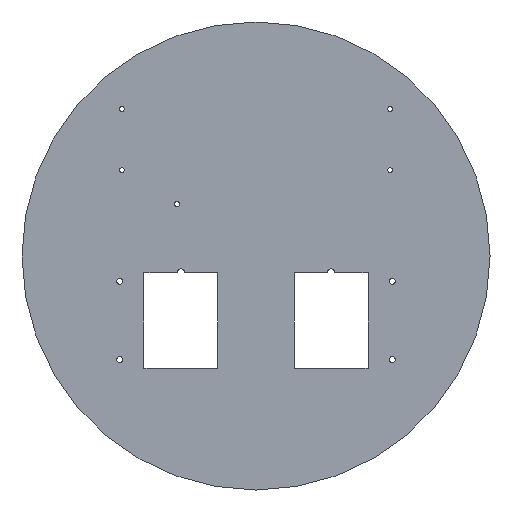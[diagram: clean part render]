
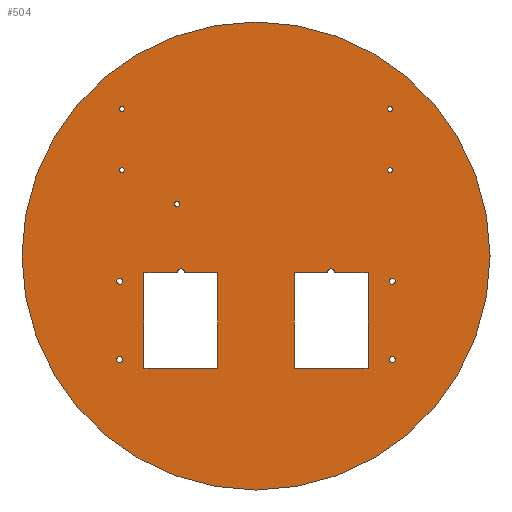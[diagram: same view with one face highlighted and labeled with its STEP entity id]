
A CAD part, front view. The second image highlights one B-rep face of the part: STEP entity #504.
In plain terms, the highlighted planar face has unit normal (0, -1, 0).
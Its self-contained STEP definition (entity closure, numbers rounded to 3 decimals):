
#26=FACE_BOUND('',#108,.T.);
#27=FACE_BOUND('',#109,.T.);
#28=FACE_BOUND('',#110,.T.);
#29=FACE_BOUND('',#111,.T.);
#30=FACE_BOUND('',#112,.T.);
#31=FACE_BOUND('',#113,.T.);
#32=FACE_BOUND('',#114,.T.);
#33=FACE_BOUND('',#115,.T.);
#34=FACE_BOUND('',#116,.T.);
#35=FACE_BOUND('',#117,.T.);
#36=FACE_BOUND('',#118,.T.);
#48=PLANE('',#566);
#72=FACE_OUTER_BOUND('',#107,.T.);
#107=EDGE_LOOP('',(#447));
#108=EDGE_LOOP('',(#448));
#109=EDGE_LOOP('',(#449));
#110=EDGE_LOOP('',(#450));
#111=EDGE_LOOP('',(#451));
#112=EDGE_LOOP('',(#452));
#113=EDGE_LOOP('',(#453,#454,#455,#456,#457,#458));
#114=EDGE_LOOP('',(#459));
#115=EDGE_LOOP('',(#460));
#116=EDGE_LOOP('',(#461));
#117=EDGE_LOOP('',(#462,#463,#464,#465,#466,#467));
#118=EDGE_LOOP('',(#468));
#123=LINE('',#727,#165);
#126=LINE('',#733,#168);
#129=LINE('',#739,#171);
#132=LINE('',#745,#174);
#135=LINE('',#749,#177);
#142=LINE('',#781,#184);
#145=LINE('',#787,#187);
#148=LINE('',#793,#190);
#151=LINE('',#799,#193);
#154=LINE('',#803,#196);
#165=VECTOR('',#587,10.);
#168=VECTOR('',#592,10.);
#171=VECTOR('',#597,10.);
#174=VECTOR('',#602,10.);
#177=VECTOR('',#607,10.);
#184=VECTOR('',#640,10.);
#187=VECTOR('',#645,10.);
#190=VECTOR('',#650,10.);
#193=VECTOR('',#655,10.);
#196=VECTOR('',#660,10.);
#203=CIRCLE('',#520,2.);
#206=CIRCLE('',#524,2.5);
#207=CIRCLE('',#531,2.);
#209=CIRCLE('',#534,1.625);
#211=CIRCLE('',#537,1.625);
#214=CIRCLE('',#541,2.5);
#215=CIRCLE('',#548,1.75);
#217=CIRCLE('',#551,2.);
#219=CIRCLE('',#554,1.625);
#221=CIRCLE('',#557,1.625);
#223=CIRCLE('',#560,2.);
#225=CIRCLE('',#563,158.75);
#227=VERTEX_POINT('',#709);
#231=VERTEX_POINT('',#718);
#232=VERTEX_POINT('',#720);
#234=VERTEX_POINT('',#726);
#236=VERTEX_POINT('',#732);
#238=VERTEX_POINT('',#738);
#240=VERTEX_POINT('',#744);
#241=VERTEX_POINT('',#751);
#243=VERTEX_POINT('',#757);
#245=VERTEX_POINT('',#763);
#249=VERTEX_POINT('',#772);
#250=VERTEX_POINT('',#774);
#252=VERTEX_POINT('',#780);
#254=VERTEX_POINT('',#786);
#256=VERTEX_POINT('',#792);
#258=VERTEX_POINT('',#798);
#259=VERTEX_POINT('',#805);
#261=VERTEX_POINT('',#811);
#263=VERTEX_POINT('',#817);
#265=VERTEX_POINT('',#823);
#267=VERTEX_POINT('',#829);
#269=VERTEX_POINT('',#835);
#271=EDGE_CURVE('',#227,#227,#203,.T.);
#276=EDGE_CURVE('',#232,#231,#206,.T.);
#279=EDGE_CURVE('',#234,#232,#123,.T.);
#282=EDGE_CURVE('',#236,#234,#126,.T.);
#285=EDGE_CURVE('',#238,#236,#129,.T.);
#288=EDGE_CURVE('',#240,#238,#132,.T.);
#291=EDGE_CURVE('',#231,#240,#135,.T.);
#292=EDGE_CURVE('',#241,#241,#207,.T.);
#295=EDGE_CURVE('',#243,#243,#209,.T.);
#298=EDGE_CURVE('',#245,#245,#211,.T.);
#303=EDGE_CURVE('',#250,#249,#214,.T.);
#306=EDGE_CURVE('',#252,#250,#142,.T.);
#309=EDGE_CURVE('',#254,#252,#145,.T.);
#312=EDGE_CURVE('',#256,#254,#148,.T.);
#315=EDGE_CURVE('',#258,#256,#151,.T.);
#318=EDGE_CURVE('',#249,#258,#154,.T.);
#319=EDGE_CURVE('',#259,#259,#215,.T.);
#322=EDGE_CURVE('',#261,#261,#217,.T.);
#325=EDGE_CURVE('',#263,#263,#219,.T.);
#328=EDGE_CURVE('',#265,#265,#221,.T.);
#331=EDGE_CURVE('',#267,#267,#223,.T.);
#334=EDGE_CURVE('',#269,#269,#225,.T.);
#447=ORIENTED_EDGE('',*,*,#334,.T.);
#448=ORIENTED_EDGE('',*,*,#331,.T.);
#449=ORIENTED_EDGE('',*,*,#328,.T.);
#450=ORIENTED_EDGE('',*,*,#325,.T.);
#451=ORIENTED_EDGE('',*,*,#322,.T.);
#452=ORIENTED_EDGE('',*,*,#319,.T.);
#453=ORIENTED_EDGE('',*,*,#318,.T.);
#454=ORIENTED_EDGE('',*,*,#315,.T.);
#455=ORIENTED_EDGE('',*,*,#312,.T.);
#456=ORIENTED_EDGE('',*,*,#309,.T.);
#457=ORIENTED_EDGE('',*,*,#306,.T.);
#458=ORIENTED_EDGE('',*,*,#303,.T.);
#459=ORIENTED_EDGE('',*,*,#298,.T.);
#460=ORIENTED_EDGE('',*,*,#295,.T.);
#461=ORIENTED_EDGE('',*,*,#292,.T.);
#462=ORIENTED_EDGE('',*,*,#291,.T.);
#463=ORIENTED_EDGE('',*,*,#288,.T.);
#464=ORIENTED_EDGE('',*,*,#285,.T.);
#465=ORIENTED_EDGE('',*,*,#282,.T.);
#466=ORIENTED_EDGE('',*,*,#279,.T.);
#467=ORIENTED_EDGE('',*,*,#276,.T.);
#468=ORIENTED_EDGE('',*,*,#271,.T.);
#504=ADVANCED_FACE('',(#72,#26,#27,#28,#29,#30,#31,#32,#33,#34,#35,#36),
#48,.F.);
#520=AXIS2_PLACEMENT_3D('',#710,#571,#572);
#524=AXIS2_PLACEMENT_3D('',#721,#581,#582);
#531=AXIS2_PLACEMENT_3D('',#752,#610,#611);
#534=AXIS2_PLACEMENT_3D('',#758,#617,#618);
#537=AXIS2_PLACEMENT_3D('',#764,#624,#625);
#541=AXIS2_PLACEMENT_3D('',#775,#634,#635);
#548=AXIS2_PLACEMENT_3D('',#806,#663,#664);
#551=AXIS2_PLACEMENT_3D('',#812,#670,#671);
#554=AXIS2_PLACEMENT_3D('',#818,#677,#678);
#557=AXIS2_PLACEMENT_3D('',#824,#684,#685);
#560=AXIS2_PLACEMENT_3D('',#830,#691,#692);
#563=AXIS2_PLACEMENT_3D('',#836,#698,#699);
#566=AXIS2_PLACEMENT_3D('',#841,#705,#706);
#571=DIRECTION('center_axis',(0.,1.,0.));
#572=DIRECTION('ref_axis',(1.,0.,0.));
#581=DIRECTION('center_axis',(0.,1.,0.));
#582=DIRECTION('ref_axis',(-1.,0.,0.));
#587=DIRECTION('',(1.,0.,0.));
#592=DIRECTION('',(0.,0.,1.));
#597=DIRECTION('',(-1.,0.,0.));
#602=DIRECTION('',(0.,0.,-1.));
#607=DIRECTION('',(1.,0.,0.));
#610=DIRECTION('center_axis',(0.,1.,0.));
#611=DIRECTION('ref_axis',(1.,0.,0.));
#617=DIRECTION('center_axis',(0.,1.,0.));
#618=DIRECTION('ref_axis',(1.,0.,0.));
#624=DIRECTION('center_axis',(0.,1.,0.));
#625=DIRECTION('ref_axis',(1.,0.,0.));
#634=DIRECTION('center_axis',(0.,1.,0.));
#635=DIRECTION('ref_axis',(-1.,0.,0.));
#640=DIRECTION('',(1.,0.,0.));
#645=DIRECTION('',(0.,0.,1.));
#650=DIRECTION('',(-1.,0.,0.));
#655=DIRECTION('',(0.,0.,-1.));
#660=DIRECTION('',(1.,0.,0.));
#663=DIRECTION('center_axis',(0.,1.,0.));
#664=DIRECTION('ref_axis',(1.,0.,0.));
#670=DIRECTION('center_axis',(0.,1.,0.));
#671=DIRECTION('ref_axis',(1.,0.,0.));
#677=DIRECTION('center_axis',(0.,1.,0.));
#678=DIRECTION('ref_axis',(1.,0.,0.));
#684=DIRECTION('center_axis',(0.,1.,0.));
#685=DIRECTION('ref_axis',(1.,0.,0.));
#691=DIRECTION('center_axis',(0.,1.,0.));
#692=DIRECTION('ref_axis',(1.,0.,0.));
#698=DIRECTION('center_axis',(0.,-1.,0.));
#699=DIRECTION('ref_axis',(1.,0.,0.));
#705=DIRECTION('center_axis',(0.,1.,0.));
#706=DIRECTION('ref_axis',(1.,0.,0.));
#709=CARTESIAN_POINT('',(90.5,-4.5,-70.25));
#710=CARTESIAN_POINT('Origin',(92.5,-4.5,-70.25));
#718=CARTESIAN_POINT('',(53.5,-4.5,-11.25));
#720=CARTESIAN_POINT('',(48.5,-4.5,-11.25));
#721=CARTESIAN_POINT('Origin',(51.,-4.5,-11.25));
#726=CARTESIAN_POINT('',(26.,-4.5,-11.25));
#727=CARTESIAN_POINT('',(26.,-4.5,-11.25));
#732=CARTESIAN_POINT('',(26.,-4.5,-76.25));
#733=CARTESIAN_POINT('',(26.,-4.5,-76.25));
#738=CARTESIAN_POINT('',(76.,-4.5,-76.25));
#739=CARTESIAN_POINT('',(76.,-4.5,-76.25));
#744=CARTESIAN_POINT('',(76.,-4.5,-11.25));
#745=CARTESIAN_POINT('',(76.,-4.5,-11.25));
#749=CARTESIAN_POINT('',(53.5,-4.5,-11.25));
#751=CARTESIAN_POINT('',(-94.5,-4.5,-17.25));
#752=CARTESIAN_POINT('Origin',(-92.5,-4.5,-17.25));
#757=CARTESIAN_POINT('',(-92.625,-4.5,99.75));
#758=CARTESIAN_POINT('Origin',(-91.,-4.5,99.75));
#763=CARTESIAN_POINT('',(89.375,-4.5,58.25));
#764=CARTESIAN_POINT('Origin',(91.,-4.5,58.25));
#772=CARTESIAN_POINT('',(-48.5,-4.5,-11.25));
#774=CARTESIAN_POINT('',(-53.5,-4.5,-11.25));
#775=CARTESIAN_POINT('Origin',(-51.,-4.5,-11.25));
#780=CARTESIAN_POINT('',(-76.,-4.5,-11.25));
#781=CARTESIAN_POINT('',(-76.,-4.5,-11.25));
#786=CARTESIAN_POINT('',(-76.,-4.5,-76.25));
#787=CARTESIAN_POINT('',(-76.,-4.5,-76.25));
#792=CARTESIAN_POINT('',(-26.,-4.5,-76.25));
#793=CARTESIAN_POINT('',(-26.,-4.5,-76.25));
#798=CARTESIAN_POINT('',(-26.,-4.5,-11.25));
#799=CARTESIAN_POINT('',(-26.,-4.5,-11.25));
#803=CARTESIAN_POINT('',(-48.5,-4.5,-11.25));
#805=CARTESIAN_POINT('',(-55.25,-4.5,35.25));
#806=CARTESIAN_POINT('Origin',(-53.5,-4.5,35.25));
#811=CARTESIAN_POINT('',(90.5,-4.5,-17.25));
#812=CARTESIAN_POINT('Origin',(92.5,-4.5,-17.25));
#817=CARTESIAN_POINT('',(89.375,-4.5,99.75));
#818=CARTESIAN_POINT('Origin',(91.,-4.5,99.75));
#823=CARTESIAN_POINT('',(-92.625,-4.5,58.25));
#824=CARTESIAN_POINT('Origin',(-91.,-4.5,58.25));
#829=CARTESIAN_POINT('',(-94.5,-4.5,-70.25));
#830=CARTESIAN_POINT('Origin',(-92.5,-4.5,-70.25));
#835=CARTESIAN_POINT('',(-158.75,-4.5,0.));
#836=CARTESIAN_POINT('Origin',(0.,-4.5,0.));
#841=CARTESIAN_POINT('Origin',(0.,-4.5,0.));
